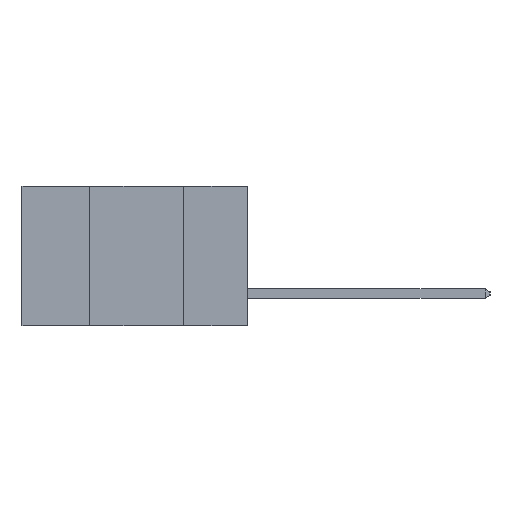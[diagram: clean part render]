
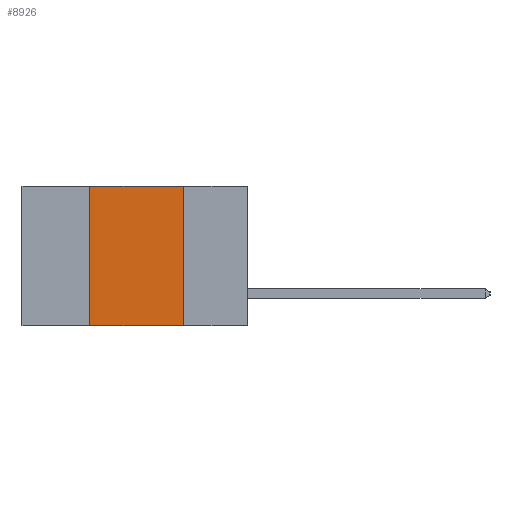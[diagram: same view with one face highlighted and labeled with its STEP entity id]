
A CAD part, left-side view. The second image highlights one B-rep face of the part: STEP entity #8926.
In plain terms, the highlighted planar face has unit normal (-1, 0, 0).
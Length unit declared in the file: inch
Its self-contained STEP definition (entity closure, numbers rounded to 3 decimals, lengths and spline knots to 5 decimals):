
#225 = ORIENTED_EDGE ( 'NONE', *, *, #8598, .F. ) ;
#793 = ORIENTED_EDGE ( 'NONE', *, *, #7941, .F. ) ;
#1070 = ORIENTED_EDGE ( 'NONE', *, *, #12021, .F. ) ;
#1192 = CARTESIAN_POINT ( 'NONE',  ( 0., 0.42, -0.37 ) ) ;
#1428 = ORIENTED_EDGE ( 'NONE', *, *, #4035, .T. ) ;
#1958 = VECTOR ( 'NONE', #4501, 39.37008 ) ;
#2317 = LINE ( 'NONE', #10737, #1958 ) ;
#2459 = DIRECTION ( 'NONE',  ( 0., -1., 0. ) ) ;
#2532 = VERTEX_POINT ( 'NONE', #8708 ) ;
#2969 = LINE ( 'NONE', #5734, #13764 ) ;
#3855 = PLANE ( 'NONE',  #8252 ) ;
#4035 = EDGE_CURVE ( 'NONE', #4646, #12621, #2969, .T. ) ;
#4501 = DIRECTION ( 'NONE',  ( 0., -1., 0. ) ) ;
#4644 = CARTESIAN_POINT ( 'NONE',  ( 0., 0.42, -0.37 ) ) ;
#4646 = VERTEX_POINT ( 'NONE', #4644 ) ;
#4951 = DIRECTION ( 'NONE',  ( 0., 0., -1. ) ) ;
#5734 = CARTESIAN_POINT ( 'NONE',  ( 0., 0.6, -0.37 ) ) ;
#5781 = EDGE_LOOP ( 'NONE', ( #1070, #225, #793, #1428 ) ) ;
#6138 = VECTOR ( 'NONE', #6201, 39.37008 ) ;
#6201 = DIRECTION ( 'NONE',  ( 0., 0., -1. ) ) ;
#7782 = DIRECTION ( 'NONE',  ( 0., 0., 1. ) ) ;
#7941 = EDGE_CURVE ( 'NONE', #4646, #12521, #9339, .T. ) ;
#8252 = AXIS2_PLACEMENT_3D ( 'NONE', #13230, #11168, #4951 ) ;
#8598 = EDGE_CURVE ( 'NONE', #12521, #2532, #2317, .T. ) ;
#8708 = CARTESIAN_POINT ( 'NONE',  ( 0., 0.17, 0. ) ) ;
#8926 = ADVANCED_FACE ( 'NONE', ( #9639 ), #3855, .F. ) ;
#8998 = VECTOR ( 'NONE', #7782, 39.37008 ) ;
#9339 = LINE ( 'NONE', #1192, #8998 ) ;
#9639 = FACE_OUTER_BOUND ( 'NONE', #5781, .T. ) ;
#10737 = CARTESIAN_POINT ( 'NONE',  ( 0., 0.6, 0. ) ) ;
#11168 = DIRECTION ( 'NONE',  ( 1., 0., 0. ) ) ;
#12021 = EDGE_CURVE ( 'NONE', #2532, #12621, #14019, .T. ) ;
#12397 = CARTESIAN_POINT ( 'NONE',  ( 0., 0.17, -0.37 ) ) ;
#12521 = VERTEX_POINT ( 'NONE', #13154 ) ;
#12621 = VERTEX_POINT ( 'NONE', #13236 ) ;
#13154 = CARTESIAN_POINT ( 'NONE',  ( 0., 0.42, 0. ) ) ;
#13230 = CARTESIAN_POINT ( 'NONE',  ( 0., 0.6, 0. ) ) ;
#13236 = CARTESIAN_POINT ( 'NONE',  ( 0., 0.17, -0.37 ) ) ;
#13764 = VECTOR ( 'NONE', #2459, 39.37008 ) ;
#14019 = LINE ( 'NONE', #12397, #6138 ) ;
